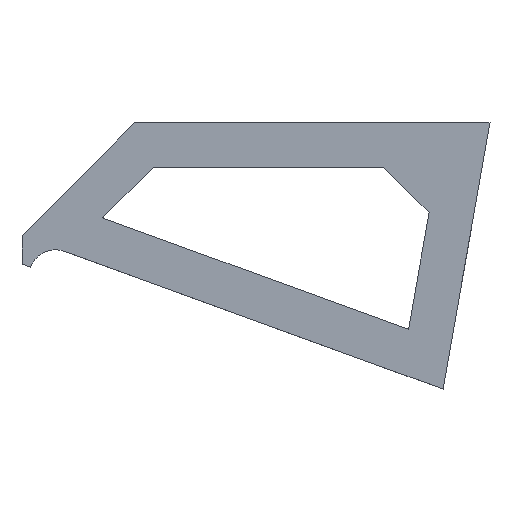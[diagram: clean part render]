
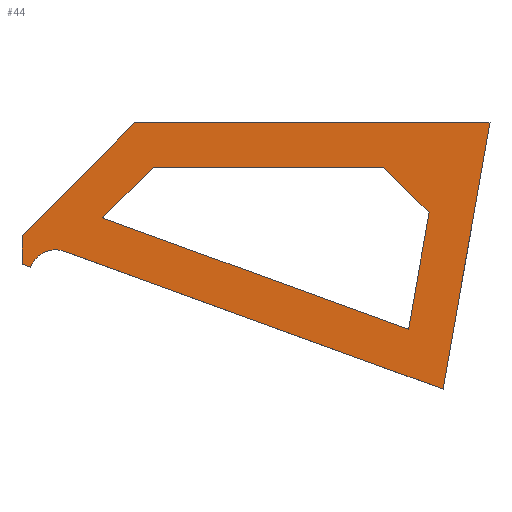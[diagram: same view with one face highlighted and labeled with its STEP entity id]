
A CAD part, top view. The second image highlights one B-rep face of the part: STEP entity #44.
In plain terms, the highlighted planar face has unit normal (0, 0, 1).
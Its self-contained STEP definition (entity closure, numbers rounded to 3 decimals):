
#1 = EDGE_CURVE ( 'NONE', #208, #142, #244, .T. ) ;
#11 = DIRECTION ( 'NONE',  ( 1., 0., 0. ) ) ;
#13 = ORIENTED_EDGE ( 'NONE', *, *, #255, .F. ) ;
#18 = CARTESIAN_POINT ( 'NONE',  ( -239.738, -72.369, 18. ) ) ;
#19 = VECTOR ( 'NONE', #66, 1000. ) ;
#20 = CIRCLE ( 'NONE', #287, 15. ) ;
#27 = LINE ( 'NONE', #280, #19 ) ;
#32 = LINE ( 'NONE', #391, #330 ) ;
#37 = DIRECTION ( 'NONE',  ( 1., 0., 0. ) ) ;
#39 = DIRECTION ( 'NONE',  ( -1., 0., 0. ) ) ;
#40 = VERTEX_POINT ( 'NONE', #104 ) ;
#41 = DIRECTION ( 'NONE',  ( -0.707, -0.707, 0. ) ) ;
#43 = VECTOR ( 'NONE', #168, 1000. ) ;
#44 = ADVANCED_FACE ( 'NONE', ( #251, #396 ), #220, .T. ) ;
#48 = CARTESIAN_POINT ( 'NONE',  ( -200., 0., 18. ) ) ;
#53 = EDGE_CURVE ( 'NONE', #203, #208, #309, .T. ) ;
#54 = ORIENTED_EDGE ( 'NONE', *, *, #449, .T. ) ;
#62 = DIRECTION ( 'NONE',  ( 0.94, -0.342, 0. ) ) ;
#66 = DIRECTION ( 'NONE',  ( 0.174, 0.985, 0. ) ) ;
#69 = CARTESIAN_POINT ( 'NONE',  ( -263.662, -63.662, 18. ) ) ;
#75 = DIRECTION ( 'NONE',  ( -1., 0., 0. ) ) ;
#79 = VECTOR ( 'NONE', #75, 1000. ) ;
#81 = CARTESIAN_POINT ( 'NONE',  ( -258.963, -81.334, 18. ) ) ;
#84 = CARTESIAN_POINT ( 'NONE',  ( 0., -25., 18. ) ) ;
#85 = CARTESIAN_POINT ( 'NONE',  ( -244.868, -86.465, 18. ) ) ;
#87 = VERTEX_POINT ( 'NONE', #156 ) ;
#98 = ORIENTED_EDGE ( 'NONE', *, *, #236, .T. ) ;
#104 = CARTESIAN_POINT ( 'NONE',  ( -60., -25., 18. ) ) ;
#110 = EDGE_CURVE ( 'NONE', #142, #218, #118, .T. ) ;
#111 = VECTOR ( 'NONE', #41, 1000. ) ;
#118 = LINE ( 'NONE', #258, #111 ) ;
#127 = ORIENTED_EDGE ( 'NONE', *, *, #160, .F. ) ;
#131 = DIRECTION ( 'NONE',  ( 0., 0., 1. ) ) ;
#138 = DIRECTION ( 'NONE',  ( 0.94, -0.342, 0. ) ) ;
#142 = VERTEX_POINT ( 'NONE', #48 ) ;
#145 = ORIENTED_EDGE ( 'NONE', *, *, #53, .T. ) ;
#147 = CARTESIAN_POINT ( 'NONE',  ( -218.236, -53.591, 18. ) ) ;
#152 = EDGE_CURVE ( 'NONE', #40, #269, #333, .T. ) ;
#154 = LINE ( 'NONE', #231, #339 ) ;
#155 = VERTEX_POINT ( 'NONE', #291 ) ;
#156 = CARTESIAN_POINT ( 'NONE',  ( -34.322, -50.678, 18. ) ) ;
#160 = EDGE_CURVE ( 'NONE', #155, #218, #154, .T. ) ;
#168 = DIRECTION ( 'NONE',  ( -0.707, -0.707, 0. ) ) ;
#174 = LINE ( 'NONE', #470, #468 ) ;
#184 = VERTEX_POINT ( 'NONE', #81 ) ;
#195 = CARTESIAN_POINT ( 'NONE',  ( 0., 0., 18. ) ) ;
#198 = ORIENTED_EDGE ( 'NONE', *, *, #437, .F. ) ;
#199 = EDGE_CURVE ( 'NONE', #448, #184, #20, .T. ) ;
#203 = VERTEX_POINT ( 'NONE', #373 ) ;
#207 = LINE ( 'NONE', #307, #43 ) ;
#208 = VERTEX_POINT ( 'NONE', #195 ) ;
#211 = EDGE_LOOP ( 'NONE', ( #417, #198, #298, #13, #422 ) ) ;
#218 = VERTEX_POINT ( 'NONE', #69 ) ;
#220 = PLANE ( 'NONE',  #268 ) ;
#231 = CARTESIAN_POINT ( 'NONE',  ( -263.662, 0., 18. ) ) ;
#232 = DIRECTION ( 'NONE',  ( 0., 0., 1. ) ) ;
#236 = EDGE_CURVE ( 'NONE', #155, #184, #323, .T. ) ;
#239 = CARTESIAN_POINT ( 'NONE',  ( -45.896, -116.318, 18. ) ) ;
#244 = LINE ( 'NONE', #249, #79 ) ;
#247 = VERTEX_POINT ( 'NONE', #239 ) ;
#249 = CARTESIAN_POINT ( 'NONE',  ( 0., 0., 18. ) ) ;
#251 = FACE_OUTER_BOUND ( 'NONE', #402, .T. ) ;
#255 = EDGE_CURVE ( 'NONE', #87, #40, #174, .T. ) ;
#258 = CARTESIAN_POINT ( 'NONE',  ( -100., 100., 18. ) ) ;
#268 = AXIS2_PLACEMENT_3D ( 'NONE', #358, #131, #37 ) ;
#269 = VERTEX_POINT ( 'NONE', #386 ) ;
#280 = CARTESIAN_POINT ( 'NONE',  ( -24.62, 4.341, 18. ) ) ;
#282 = ORIENTED_EDGE ( 'NONE', *, *, #199, .F. ) ;
#286 = DIRECTION ( 'NONE',  ( 0.174, 0.985, 0. ) ) ;
#287 = AXIS2_PLACEMENT_3D ( 'NONE', #85, #232, #11 ) ;
#290 = VECTOR ( 'NONE', #62, 1000. ) ;
#291 = CARTESIAN_POINT ( 'NONE',  ( -263.662, -79.624, 18. ) ) ;
#293 = VERTEX_POINT ( 'NONE', #147 ) ;
#295 = EDGE_CURVE ( 'NONE', #247, #87, #27, .T. ) ;
#298 = ORIENTED_EDGE ( 'NONE', *, *, #152, .F. ) ;
#307 = CARTESIAN_POINT ( 'NONE',  ( -82.322, 82.322, 18. ) ) ;
#309 = LINE ( 'NONE', #460, #435 ) ;
#312 = CARTESIAN_POINT ( 'NONE',  ( -42.753, -117.462, 18. ) ) ;
#322 = VECTOR ( 'NONE', #138, 1000. ) ;
#323 = LINE ( 'NONE', #397, #322 ) ;
#330 = VECTOR ( 'NONE', #387, 1000. ) ;
#333 = LINE ( 'NONE', #84, #433 ) ;
#339 = VECTOR ( 'NONE', #440, 1000. ) ;
#340 = ORIENTED_EDGE ( 'NONE', *, *, #110, .T. ) ;
#350 = DIRECTION ( 'NONE',  ( -0.707, 0.707, 0. ) ) ;
#358 = CARTESIAN_POINT ( 'NONE',  ( 0., 0., 18. ) ) ;
#362 = ORIENTED_EDGE ( 'NONE', *, *, #1, .T. ) ;
#373 = CARTESIAN_POINT ( 'NONE',  ( -26.449, -150., 18. ) ) ;
#386 = CARTESIAN_POINT ( 'NONE',  ( -189.645, -25., 18. ) ) ;
#387 = DIRECTION ( 'NONE',  ( 0.94, -0.342, 0. ) ) ;
#391 = CARTESIAN_POINT ( 'NONE',  ( -51.303, -140.954, 18. ) ) ;
#396 = FACE_BOUND ( 'NONE', #211, .T. ) ;
#397 = CARTESIAN_POINT ( 'NONE',  ( -56.433, -155.049, 18. ) ) ;
#402 = EDGE_LOOP ( 'NONE', ( #282, #54, #145, #362, #340, #127, #98 ) ) ;
#410 = EDGE_CURVE ( 'NONE', #293, #247, #427, .T. ) ;
#417 = ORIENTED_EDGE ( 'NONE', *, *, #410, .F. ) ;
#422 = ORIENTED_EDGE ( 'NONE', *, *, #295, .F. ) ;
#427 = LINE ( 'NONE', #312, #290 ) ;
#433 = VECTOR ( 'NONE', #39, 1000. ) ;
#435 = VECTOR ( 'NONE', #286, 1000. ) ;
#437 = EDGE_CURVE ( 'NONE', #269, #293, #207, .T. ) ;
#440 = DIRECTION ( 'NONE',  ( 0., 1., 0. ) ) ;
#448 = VERTEX_POINT ( 'NONE', #18 ) ;
#449 = EDGE_CURVE ( 'NONE', #448, #203, #32, .T. ) ;
#460 = CARTESIAN_POINT ( 'NONE',  ( 0., 0., 18. ) ) ;
#468 = VECTOR ( 'NONE', #350, 1000. ) ;
#470 = CARTESIAN_POINT ( 'NONE',  ( -42.5, -42.5, 18. ) ) ;
